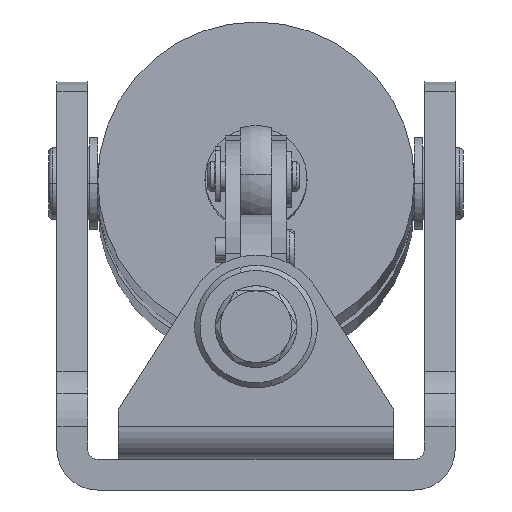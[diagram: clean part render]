
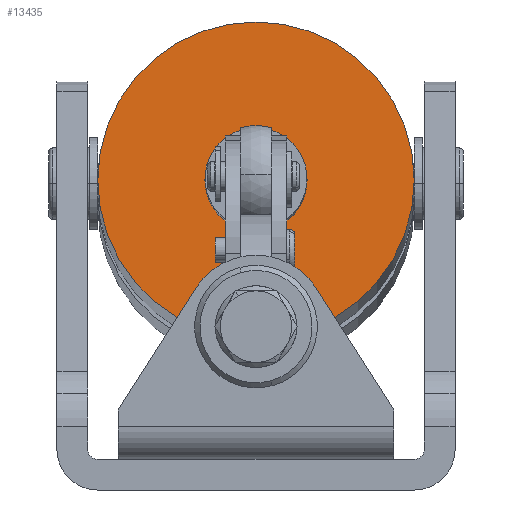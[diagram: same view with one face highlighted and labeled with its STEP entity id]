
A CAD part, left-side view. The second image highlights one B-rep face of the part: STEP entity #13435.
In plain terms, the highlighted face is planar.
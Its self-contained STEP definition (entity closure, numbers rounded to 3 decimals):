
#11918=CARTESIAN_POINT('',(-36.834,8.753,0.0));
#11919=VERTEX_POINT('',#11918);
#11928=CARTESIAN_POINT('',(-36.834,-22.247,0.));
#11929=VERTEX_POINT('',#11928);
#11930=CARTESIAN_POINT('',(-36.834,-6.747,0.0));
#11931=DIRECTION('',(1.0,0.0,0.0));
#11932=DIRECTION('',(0.0,1.0,0.0));
#11933=AXIS2_PLACEMENT_3D('',#11930,#11931,#11932);
#11934=CIRCLE('',#11933,15.5);
#11935=EDGE_CURVE('',#11919,#11929,#11934,.T.);
#12100=CARTESIAN_POINT('',(-36.834,-1.747,0.0));
#12101=VERTEX_POINT('',#12100);
#12143=CARTESIAN_POINT('',(-36.834,-11.747,0.));
#12144=VERTEX_POINT('',#12143);
#12151=CARTESIAN_POINT('',(-36.834,-6.747,0.0));
#12152=DIRECTION('',(1.0,0.0,0.0));
#12153=DIRECTION('',(0.0,1.0,0.0));
#12154=AXIS2_PLACEMENT_3D('',#12151,#12152,#12153);
#12155=CIRCLE('',#12154,5.0);
#12156=EDGE_CURVE('',#12101,#12144,#12155,.T.);
#13381=CARTESIAN_POINT('',(-36.834,-6.747,0.0));
#13382=DIRECTION('',(1.0,0.0,0.0));
#13383=DIRECTION('',(0.0,1.0,0.0));
#13384=AXIS2_PLACEMENT_3D('',#13381,#13382,#13383);
#13385=CIRCLE('',#13384,5.0);
#13386=EDGE_CURVE('',#12144,#12101,#13385,.T.);
#13416=CARTESIAN_POINT('',(-36.834,3.503,0.0));
#13417=DIRECTION('',(-1.0,0.0,0.0));
#13418=DIRECTION('',(0.0,0.0,1.0));
#13419=AXIS2_PLACEMENT_3D('',#13416,#13417,#13418);
#13420=PLANE('',#13419);
#13421=ORIENTED_EDGE('',*,*,#11935,.F.);
#13422=CARTESIAN_POINT('',(-36.834,-6.747,0.0));
#13423=DIRECTION('',(1.0,0.0,0.0));
#13424=DIRECTION('',(0.0,1.0,0.0));
#13425=AXIS2_PLACEMENT_3D('',#13422,#13423,#13424);
#13426=CIRCLE('',#13425,15.5);
#13427=EDGE_CURVE('',#11929,#11919,#13426,.T.);
#13428=ORIENTED_EDGE('',*,*,#13427,.F.);
#13429=EDGE_LOOP('',(#13421,#13428));
#13430=FACE_OUTER_BOUND('',#13429,.T.);
#13431=ORIENTED_EDGE('',*,*,#12156,.T.);
#13432=ORIENTED_EDGE('',*,*,#13386,.T.);
#13433=EDGE_LOOP('',(#13431,#13432));
#13434=FACE_BOUND('',#13433,.T.);
#13435=ADVANCED_FACE('',(#13430,#13434),#13420,.T.);
